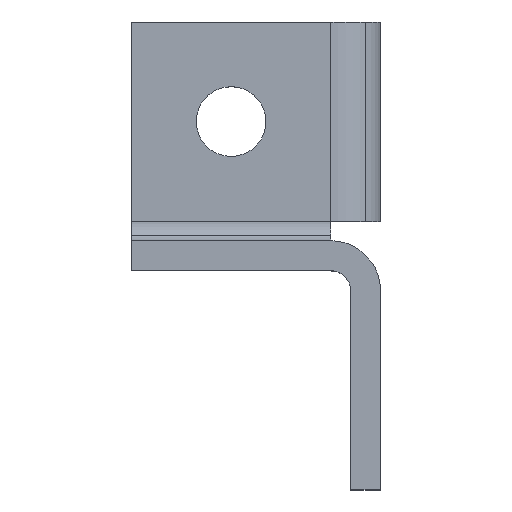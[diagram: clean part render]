
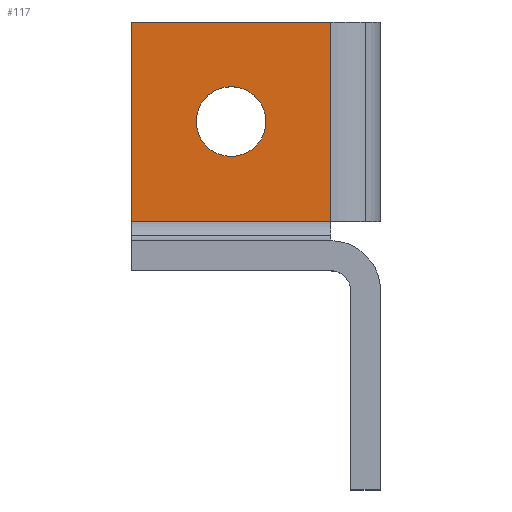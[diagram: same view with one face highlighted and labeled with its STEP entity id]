
A CAD part, top view. The second image highlights one B-rep face of the part: STEP entity #117.
In plain terms, the highlighted planar face has unit normal (0, 0, 1).
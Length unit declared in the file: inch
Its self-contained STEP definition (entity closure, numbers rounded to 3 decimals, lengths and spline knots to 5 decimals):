
#117=ADVANCED_FACE('',(#239,#240),#241,.T.);
#239=FACE_BOUND('',#362,.T.);
#240=FACE_OUTER_BOUND('',#363,.T.);
#241=PLANE('',#364);
#362=EDGE_LOOP('',(#644,#645));
#363=EDGE_LOOP('',(#646,#647,#648,#649));
#364=AXIS2_PLACEMENT_3D('',#650,#651,#652);
#644=ORIENTED_EDGE('',*,*,#797,.T.);
#645=ORIENTED_EDGE('',*,*,#842,.T.);
#646=ORIENTED_EDGE('',*,*,#843,.F.);
#647=ORIENTED_EDGE('',*,*,#816,.F.);
#648=ORIENTED_EDGE('',*,*,#776,.T.);
#649=ORIENTED_EDGE('',*,*,#728,.F.);
#650=CARTESIAN_POINT('',(1.5748,1.9685,-1.73228));
#651=DIRECTION('',(0.,0.,1.0));
#652=DIRECTION('',(1.0,0.,0.));
#728=EDGE_CURVE('',#860,#862,#863,.T.);
#776=EDGE_CURVE('',#941,#862,#942,.T.);
#797=EDGE_CURVE('',#972,#969,#973,.T.);
#816=EDGE_CURVE('',#941,#1001,#1002,.T.);
#842=EDGE_CURVE('',#969,#972,#1032,.T.);
#843=EDGE_CURVE('',#1001,#860,#1033,.T.);
#860=VERTEX_POINT('',#1052);
#862=VERTEX_POINT('',#1054);
#863=LINE('',#1055,#1056);
#941=VERTEX_POINT('',#1154);
#942=LINE('',#1155,#1156);
#969=VERTEX_POINT('',#1192);
#972=VERTEX_POINT('',#1196);
#973=CIRCLE('',#1197,0.27559);
#1001=VERTEX_POINT('',#1233);
#1002=LINE('',#1234,#1235);
#1032=CIRCLE('',#1274,0.27559);
#1033=LINE('',#1275,#1276);
#1052=CARTESIAN_POINT('',(1.5748,0.3937,-1.73228));
#1054=CARTESIAN_POINT('',(0.,0.3937,-1.73228));
#1055=CARTESIAN_POINT('',(1.5748,0.3937,-1.73228));
#1056=VECTOR('',#1296,0.03937);
#1154=CARTESIAN_POINT('',(0.,1.9685,-1.73228));
#1155=CARTESIAN_POINT('',(0.,1.68078,-1.73228));
#1156=VECTOR('',#1368,0.03937);
#1192=CARTESIAN_POINT('',(0.51181,1.1811,-1.73228));
#1196=CARTESIAN_POINT('',(1.06299,1.1811,-1.73228));
#1197=AXIS2_PLACEMENT_3D('',#1391,#1392,#1393);
#1233=CARTESIAN_POINT('',(1.5748,1.9685,-1.73228));
#1234=CARTESIAN_POINT('',(1.5748,1.9685,-1.73228));
#1235=VECTOR('',#1423,0.03937);
#1274=AXIS2_PLACEMENT_3D('',#1454,#1455,#1456);
#1275=CARTESIAN_POINT('',(1.5748,1.5748,-1.73228));
#1276=VECTOR('',#1457,0.03937);
#1296=DIRECTION('',(-1.0,0.,0.));
#1368=DIRECTION('',(0.,-1.0,0.));
#1391=CARTESIAN_POINT('',(0.7874,1.1811,-1.73228));
#1392=DIRECTION('',(0.,0.,-1.0));
#1393=DIRECTION('',(-1.0,0.,0.));
#1423=DIRECTION('',(1.0,0.,0.));
#1454=CARTESIAN_POINT('',(0.7874,1.1811,-1.73228));
#1455=DIRECTION('',(0.,0.,-1.0));
#1456=DIRECTION('',(-1.0,0.,0.));
#1457=DIRECTION('',(0.,-1.0,0.));
